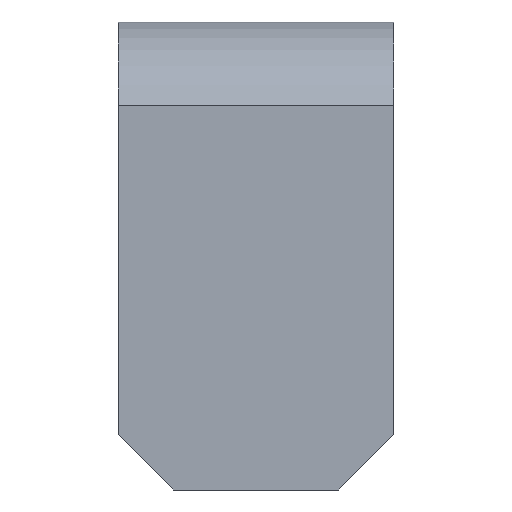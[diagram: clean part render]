
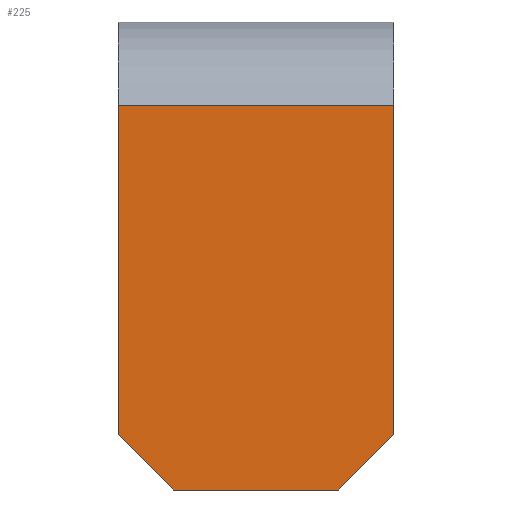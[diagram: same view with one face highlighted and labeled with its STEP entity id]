
A CAD part, front view. The second image highlights one B-rep face of the part: STEP entity #225.
In plain terms, the highlighted planar face has unit normal (0, -1, 0).
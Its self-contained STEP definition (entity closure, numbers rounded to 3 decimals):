
#28=FACE_OUTER_BOUND('',#41,.T.);
#41=EDGE_LOOP('',(#158,#159,#160,#161,#162,#163));
#58=LINE('',#351,#82);
#60=LINE('',#355,#84);
#61=LINE('',#357,#85);
#62=LINE('',#359,#86);
#63=LINE('',#361,#87);
#64=LINE('',#362,#88);
#82=VECTOR('',#285,10.);
#84=VECTOR('',#289,10.);
#85=VECTOR('',#290,10.);
#86=VECTOR('',#291,10.);
#87=VECTOR('',#292,10.);
#88=VECTOR('',#293,10.);
#106=VERTEX_POINT('',#348);
#107=VERTEX_POINT('',#350);
#108=VERTEX_POINT('',#354);
#109=VERTEX_POINT('',#356);
#110=VERTEX_POINT('',#358);
#111=VERTEX_POINT('',#360);
#126=EDGE_CURVE('',#106,#107,#58,.T.);
#128=EDGE_CURVE('',#108,#106,#60,.T.);
#129=EDGE_CURVE('',#109,#108,#61,.T.);
#130=EDGE_CURVE('',#110,#109,#62,.T.);
#131=EDGE_CURVE('',#111,#110,#63,.T.);
#132=EDGE_CURVE('',#107,#111,#64,.T.);
#158=ORIENTED_EDGE('',*,*,#126,.F.);
#159=ORIENTED_EDGE('',*,*,#128,.F.);
#160=ORIENTED_EDGE('',*,*,#129,.F.);
#161=ORIENTED_EDGE('',*,*,#130,.F.);
#162=ORIENTED_EDGE('',*,*,#131,.F.);
#163=ORIENTED_EDGE('',*,*,#132,.F.);
#215=PLANE('',#261);
#225=ADVANCED_FACE('',(#28),#215,.F.);
#261=AXIS2_PLACEMENT_3D('',#353,#287,#288);
#285=DIRECTION('',(-0.707,0.,0.707));
#287=DIRECTION('center_axis',(0.,1.,0.));
#288=DIRECTION('ref_axis',(-1.,0.,0.));
#289=DIRECTION('',(-1.,0.,0.));
#290=DIRECTION('',(-0.707,0.,-0.707));
#291=DIRECTION('',(0.,0.,-1.));
#292=DIRECTION('',(1.,0.,0.));
#293=DIRECTION('',(0.,0.,1.));
#348=CARTESIAN_POINT('',(2.,0.4,-5.));
#350=CARTESIAN_POINT('',(0.,0.4,-3.));
#351=CARTESIAN_POINT('',(3.5,0.4,-6.5));
#353=CARTESIAN_POINT('Origin',(10.,0.4,-5.));
#354=CARTESIAN_POINT('',(8.,0.4,-5.));
#355=CARTESIAN_POINT('',(7.5,0.4,-5.));
#356=CARTESIAN_POINT('',(10.,0.4,-3.));
#357=CARTESIAN_POINT('',(9.,0.4,-4.));
#358=CARTESIAN_POINT('',(10.,0.4,8.96));
#359=CARTESIAN_POINT('',(10.,0.4,-2.5));
#360=CARTESIAN_POINT('',(0.,0.4,8.96));
#361=CARTESIAN_POINT('',(25.,0.4,8.96));
#362=CARTESIAN_POINT('',(0.,0.4,-2.5));
